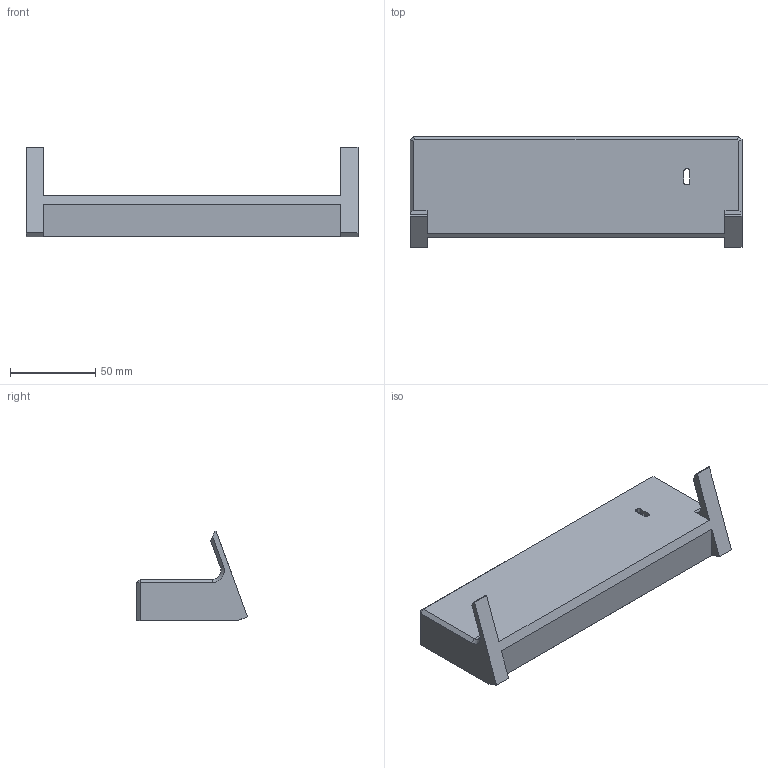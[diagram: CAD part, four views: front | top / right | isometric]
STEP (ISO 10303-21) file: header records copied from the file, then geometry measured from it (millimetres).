
FILE_DESCRIPTION (( 'STEP AP203' ), '1' );
FILE_NAME ('vfdback.STEP', '2024-09-08T19:06:17', ( '' ), ( '' ), 'SwSTEP 2.0', 'SolidWorks 2017', '' );
FILE_SCHEMA (( 'CONFIG_CONTROL_DESIGN' ));
Length unit declared in the file: millimetre
Products named in the file (1): vfdback
Bounding box: 195 x 65.07 x 52.69 mm (x, y, z)
Volume: 54682.3 mm3; surface area: 47549.5 mm2
Topology: 1 solids, 1 shells, 116 faces, 315 edges, 198 vertices
Faces by surface type: plane 56, cylinder 38, cone 18, bspline 4
Entity records: 3738 total; most frequent: CARTESIAN_POINT 722, DIRECTION 619, ORIENTED_EDGE 614, EDGE_CURVE 307, AXIS2_PLACEMENT_3D 207, LINE 205, VECTOR 205, VERTEX_POINT 198
